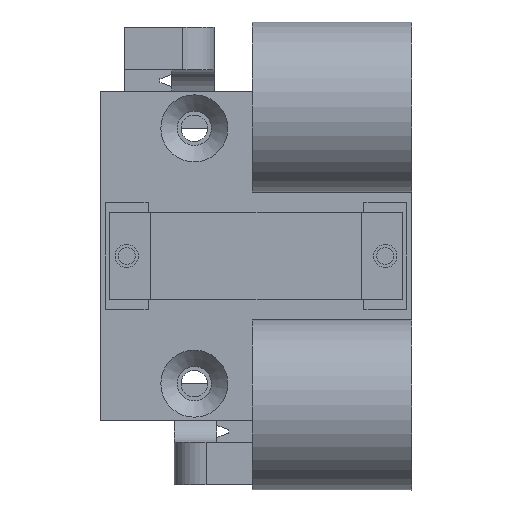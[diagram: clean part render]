
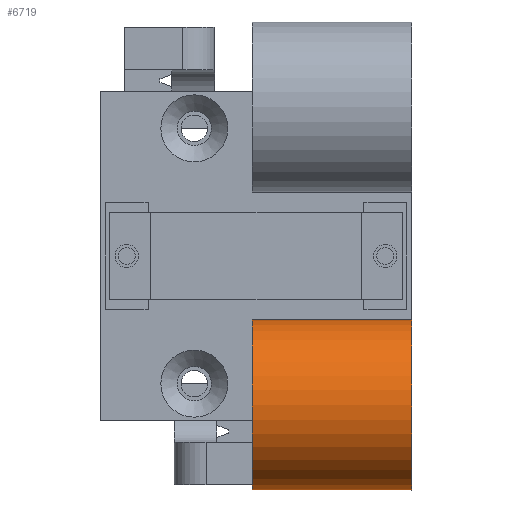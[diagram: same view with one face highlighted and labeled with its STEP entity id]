
A CAD part, front view. The second image highlights one B-rep face of the part: STEP entity #6719.
In plain terms, the highlighted cylindrical face has radius 8 mm (diameter 16 mm), a partial arc.
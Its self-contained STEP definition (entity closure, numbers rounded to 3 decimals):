
#6719 = ADVANCED_FACE('',(#6720),#6734,.T.);
#6720 = FACE_BOUND('',#6721,.F.);
#6721 = EDGE_LOOP('',(#6722,#6757,#6786,#6814));
#6722 = ORIENTED_EDGE('',*,*,#6723,.T.);
#6723 = EDGE_CURVE('',#6724,#6726,#6728,.T.);
#6724 = VERTEX_POINT('',#6725);
#6725 = CARTESIAN_POINT('',(16.,10.,0.));
#6726 = VERTEX_POINT('',#6727);
#6727 = CARTESIAN_POINT('',(16.,10.,15.));
#6728 = SURFACE_CURVE('',#6729,(#6733,#6745),.PCURVE_S1.);
#6729 = LINE('',#6730,#6731);
#6730 = CARTESIAN_POINT('',(16.,10.,0.));
#6731 = VECTOR('',#6732,1.);
#6732 = DIRECTION('',(0.,0.,1.));
#6733 = PCURVE('',#6734,#6739);
#6734 = CYLINDRICAL_SURFACE('',#6735,8.);
#6735 = AXIS2_PLACEMENT_3D('',#6736,#6737,#6738);
#6736 = CARTESIAN_POINT('',(8.,10.,0.));
#6737 = DIRECTION('',(-0.,-0.,-1.));
#6738 = DIRECTION('',(1.,0.,0.));
#6739 = DEFINITIONAL_REPRESENTATION('',(#6740),#6744);
#6740 = LINE('',#6741,#6742);
#6741 = CARTESIAN_POINT('',(-0.,0.));
#6742 = VECTOR('',#6743,1.);
#6743 = DIRECTION('',(-0.,-1.));
#6744 = ( GEOMETRIC_REPRESENTATION_CONTEXT(2) 
PARAMETRIC_REPRESENTATION_CONTEXT() REPRESENTATION_CONTEXT('2D SPACE',''
  ) );
#6745 = PCURVE('',#6746,#6751);
#6746 = PLANE('',#6747);
#6747 = AXIS2_PLACEMENT_3D('',#6748,#6749,#6750);
#6748 = CARTESIAN_POINT('',(16.,10.,0.));
#6749 = DIRECTION('',(1.,0.,0.));
#6750 = DIRECTION('',(0.,-1.,0.));
#6751 = DEFINITIONAL_REPRESENTATION('',(#6752),#6756);
#6752 = LINE('',#6753,#6754);
#6753 = CARTESIAN_POINT('',(0.,0.));
#6754 = VECTOR('',#6755,1.);
#6755 = DIRECTION('',(0.,-1.));
#6756 = ( GEOMETRIC_REPRESENTATION_CONTEXT(2) 
PARAMETRIC_REPRESENTATION_CONTEXT() REPRESENTATION_CONTEXT('2D SPACE',''
  ) );
#6757 = ORIENTED_EDGE('',*,*,#6758,.T.);
#6758 = EDGE_CURVE('',#6726,#6759,#6761,.T.);
#6759 = VERTEX_POINT('',#6760);
#6760 = CARTESIAN_POINT('',(0.,10.,15.));
#6761 = SURFACE_CURVE('',#6762,(#6767,#6774),.PCURVE_S1.);
#6762 = CIRCLE('',#6763,8.);
#6763 = AXIS2_PLACEMENT_3D('',#6764,#6765,#6766);
#6764 = CARTESIAN_POINT('',(8.,10.,15.));
#6765 = DIRECTION('',(0.,0.,1.));
#6766 = DIRECTION('',(1.,0.,0.));
#6767 = PCURVE('',#6734,#6768);
#6768 = DEFINITIONAL_REPRESENTATION('',(#6769),#6773);
#6769 = LINE('',#6770,#6771);
#6770 = CARTESIAN_POINT('',(-0.,-15.));
#6771 = VECTOR('',#6772,1.);
#6772 = DIRECTION('',(-1.,0.));
#6773 = ( GEOMETRIC_REPRESENTATION_CONTEXT(2) 
PARAMETRIC_REPRESENTATION_CONTEXT() REPRESENTATION_CONTEXT('2D SPACE',''
  ) );
#6774 = PCURVE('',#6775,#6780);
#6775 = PLANE('',#6776);
#6776 = AXIS2_PLACEMENT_3D('',#6777,#6778,#6779);
#6777 = CARTESIAN_POINT('',(8.,8.265,15.));
#6778 = DIRECTION('',(0.,0.,1.));
#6779 = DIRECTION('',(1.,0.,0.));
#6780 = DEFINITIONAL_REPRESENTATION('',(#6781),#6785);
#6781 = CIRCLE('',#6782,8.);
#6782 = AXIS2_PLACEMENT_2D('',#6783,#6784);
#6783 = CARTESIAN_POINT('',(0.,1.735));
#6784 = DIRECTION('',(1.,0.));
#6785 = ( GEOMETRIC_REPRESENTATION_CONTEXT(2) 
PARAMETRIC_REPRESENTATION_CONTEXT() REPRESENTATION_CONTEXT('2D SPACE',''
  ) );
#6786 = ORIENTED_EDGE('',*,*,#6787,.F.);
#6787 = EDGE_CURVE('',#6788,#6759,#6790,.T.);
#6788 = VERTEX_POINT('',#6789);
#6789 = CARTESIAN_POINT('',(0.,10.,0.));
#6790 = SURFACE_CURVE('',#6791,(#6795,#6802),.PCURVE_S1.);
#6791 = LINE('',#6792,#6793);
#6792 = CARTESIAN_POINT('',(0.,10.,0.));
#6793 = VECTOR('',#6794,1.);
#6794 = DIRECTION('',(0.,0.,1.));
#6795 = PCURVE('',#6734,#6796);
#6796 = DEFINITIONAL_REPRESENTATION('',(#6797),#6801);
#6797 = LINE('',#6798,#6799);
#6798 = CARTESIAN_POINT('',(-3.142,0.));
#6799 = VECTOR('',#6800,1.);
#6800 = DIRECTION('',(-0.,-1.));
#6801 = ( GEOMETRIC_REPRESENTATION_CONTEXT(2) 
PARAMETRIC_REPRESENTATION_CONTEXT() REPRESENTATION_CONTEXT('2D SPACE',''
  ) );
#6802 = PCURVE('',#6803,#6808);
#6803 = PLANE('',#6804);
#6804 = AXIS2_PLACEMENT_3D('',#6805,#6806,#6807);
#6805 = CARTESIAN_POINT('',(0.,0.,0.));
#6806 = DIRECTION('',(-1.,0.,0.));
#6807 = DIRECTION('',(0.,1.,0.));
#6808 = DEFINITIONAL_REPRESENTATION('',(#6809),#6813);
#6809 = LINE('',#6810,#6811);
#6810 = CARTESIAN_POINT('',(10.,0.));
#6811 = VECTOR('',#6812,1.);
#6812 = DIRECTION('',(0.,-1.));
#6813 = ( GEOMETRIC_REPRESENTATION_CONTEXT(2) 
PARAMETRIC_REPRESENTATION_CONTEXT() REPRESENTATION_CONTEXT('2D SPACE',''
  ) );
#6814 = ORIENTED_EDGE('',*,*,#6815,.F.);
#6815 = EDGE_CURVE('',#6724,#6788,#6816,.T.);
#6816 = SURFACE_CURVE('',#6817,(#6822,#6829),.PCURVE_S1.);
#6817 = CIRCLE('',#6818,8.);
#6818 = AXIS2_PLACEMENT_3D('',#6819,#6820,#6821);
#6819 = CARTESIAN_POINT('',(8.,10.,0.));
#6820 = DIRECTION('',(0.,0.,1.));
#6821 = DIRECTION('',(1.,0.,0.));
#6822 = PCURVE('',#6734,#6823);
#6823 = DEFINITIONAL_REPRESENTATION('',(#6824),#6828);
#6824 = LINE('',#6825,#6826);
#6825 = CARTESIAN_POINT('',(-0.,0.));
#6826 = VECTOR('',#6827,1.);
#6827 = DIRECTION('',(-1.,0.));
#6828 = ( GEOMETRIC_REPRESENTATION_CONTEXT(2) 
PARAMETRIC_REPRESENTATION_CONTEXT() REPRESENTATION_CONTEXT('2D SPACE',''
  ) );
#6829 = PCURVE('',#6830,#6835);
#6830 = PLANE('',#6831);
#6831 = AXIS2_PLACEMENT_3D('',#6832,#6833,#6834);
#6832 = CARTESIAN_POINT('',(8.,8.265,0.));
#6833 = DIRECTION('',(0.,0.,1.));
#6834 = DIRECTION('',(1.,0.,0.));
#6835 = DEFINITIONAL_REPRESENTATION('',(#6836),#6840);
#6836 = CIRCLE('',#6837,8.);
#6837 = AXIS2_PLACEMENT_2D('',#6838,#6839);
#6838 = CARTESIAN_POINT('',(0.,1.735));
#6839 = DIRECTION('',(1.,0.));
#6840 = ( GEOMETRIC_REPRESENTATION_CONTEXT(2) 
PARAMETRIC_REPRESENTATION_CONTEXT() REPRESENTATION_CONTEXT('2D SPACE',''
  ) );
